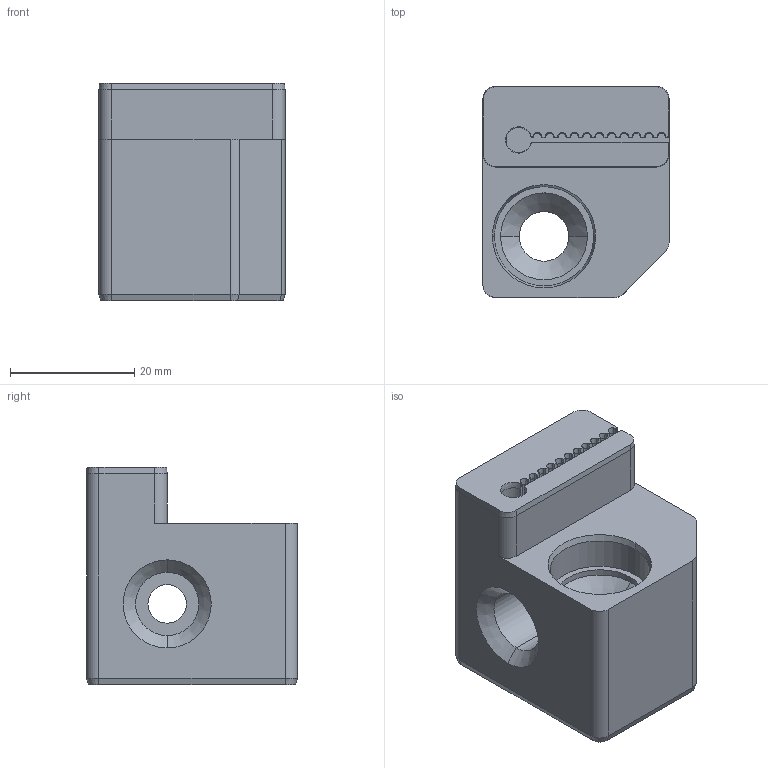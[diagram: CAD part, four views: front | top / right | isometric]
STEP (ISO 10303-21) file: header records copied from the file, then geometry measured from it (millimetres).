
FILE_DESCRIPTION (( 'STEP AP203' ), '1' );
FILE_NAME ('idle_pul_mount_1.STEP', '2022-06-28T15:11:24', ( '' ), ( '' ), 'SwSTEP 2.0', 'SolidWorks 2013', '' );
FILE_SCHEMA (( 'CONFIG_CONTROL_DESIGN' ));
Length unit declared in the file: millimetre
Products named in the file (1): idle_pul_mount_1
Bounding box: 30 x 34 x 35 mm (x, y, z)
Volume: 20740.2 mm3; surface area: 9090.2 mm2
Topology: 1 solids, 1 shells, 230 faces, 569 edges, 344 vertices
Faces by surface type: cylinder 82, cone 79, plane 69
Entity records: 6851 total; most frequent: DIRECTION 1268, CARTESIAN_POINT 1150, ORIENTED_EDGE 1138, EDGE_CURVE 569, AXIS2_PLACEMENT_3D 470, VERTEX_POINT 344, LINE 328, VECTOR 328
